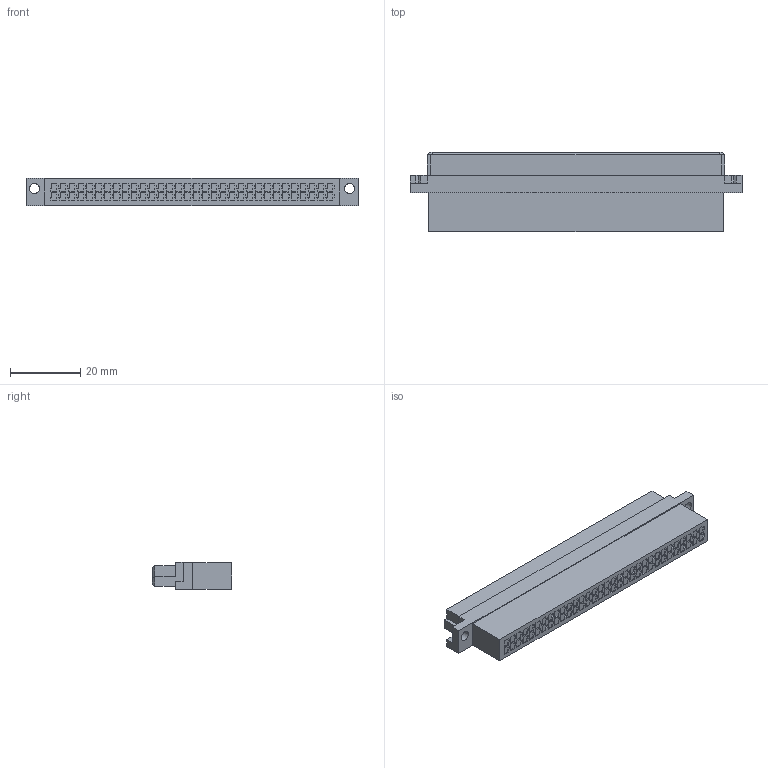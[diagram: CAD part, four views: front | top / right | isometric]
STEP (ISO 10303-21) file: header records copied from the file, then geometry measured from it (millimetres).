
FILE_DESCRIPTION(/* description */ (''),/* implementation_level */ '2;1');
FILE_NAME(/* name */ '100104023ugm000_b.stp',/* time_stamp */ '2015-05-21T06:29:26+02:00',/* author */ (''),/* organization */ (''),/* preprocessor_version */ 'ST-DEVELOPER v15',/* originating_system */ 'SIEMENS PLM Software NX 8.5',/* authorisation */ '');
FILE_SCHEMA (('AUTOMOTIVE_DESIGN { 1 0 10303 214 3 1 1 1 }'));
Length unit declared in the file: millimetre
Products named in the file (1): 100104023ugm000_b
Bounding box: 94.8 x 22.6 x 7.95 mm (x, y, z)
Volume: 13596.5 mm3; surface area: 5912.3 mm2
Topology: 1 solids, 1 shells, 1065 faces, 2804 edges, 1901 vertices
Faces by surface type: plane 1063, cylinder 2
Full cylindrical faces by diameter (mm): 2.85 x2
Entity records: 32301 total; most frequent: CARTESIAN_POINT 5749, ORIENTED_EDGE 5584, DIRECTION 4938, LINE 2798, VECTOR 2798, EDGE_CURVE 2792, VERTEX_POINT 1860, EDGE_LOOP 1200
